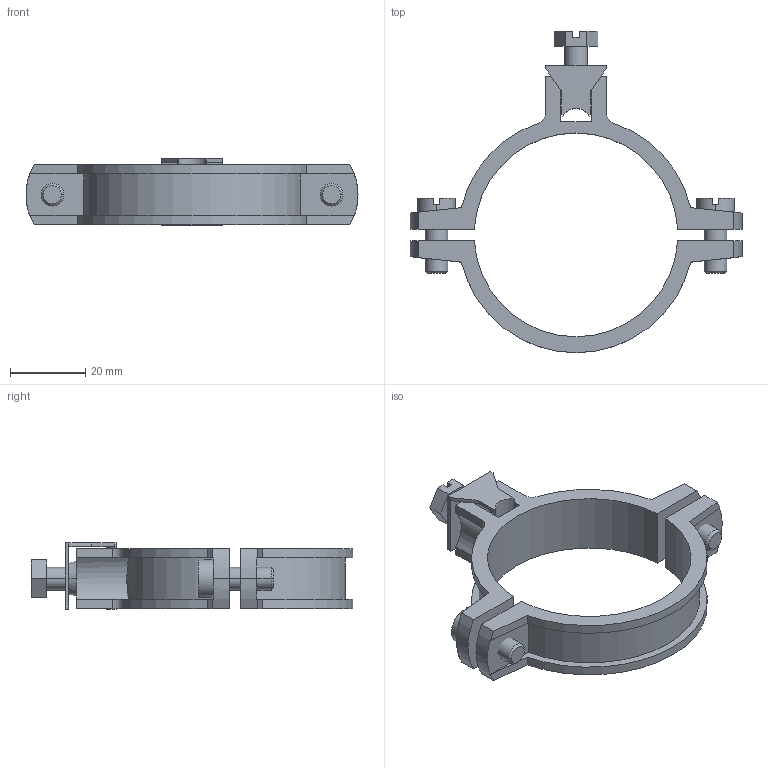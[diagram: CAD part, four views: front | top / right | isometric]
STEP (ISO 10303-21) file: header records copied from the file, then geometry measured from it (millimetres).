
FILE_DESCRIPTION((''),'2;1');
FILE_NAME('5050170_ASM','2015-11-04T',('AndreasKeweloh'),(''),'CREO PARAMETRIC BY PTC INC, 2015290','CREO PARAMETRIC BY PTC INC, 2015290','');
FILE_SCHEMA(('CONFIG_CONTROL_DESIGN'));
Length unit declared in the file: millimetre
Products named in the file (6): ZYLINDERSCHRAUBE_ISO_1207_-_M6_; SECHSKANTSCHRAUBE_DIN_933-M6X16; SCHELLENUNTERTEIL; SCHELLENOBERTEIL; DRUCKLEISTE; 5050170_ASM
Assembly tree (6 placements, depth 2):
  5050170_ASM
    ZYLINDERSCHRAUBE_ISO_1207_-_M6_  x2
    SECHSKANTSCHRAUBE_DIN_933-M6X16
    SCHELLENUNTERTEIL
    SCHELLENOBERTEIL
    DRUCKLEISTE
Bounding box: 88 x 85.25 x 17.5 mm (x, y, z)
Volume: 15792.2 mm3; surface area: 14417.5 mm2
Topology: 6 solids, 6 shells, 138 faces, 348 edges, 226 vertices
Faces by surface type: plane 77, cylinder 53, cone 8
Entity records: 3934 total; most frequent: CARTESIAN_POINT 686, DIRECTION 678, ORIENTED_EDGE 632, EDGE_CURVE 316, AXIS2_PLACEMENT_3D 237, VERTEX_POINT 206, VECTOR 204, LINE 204
